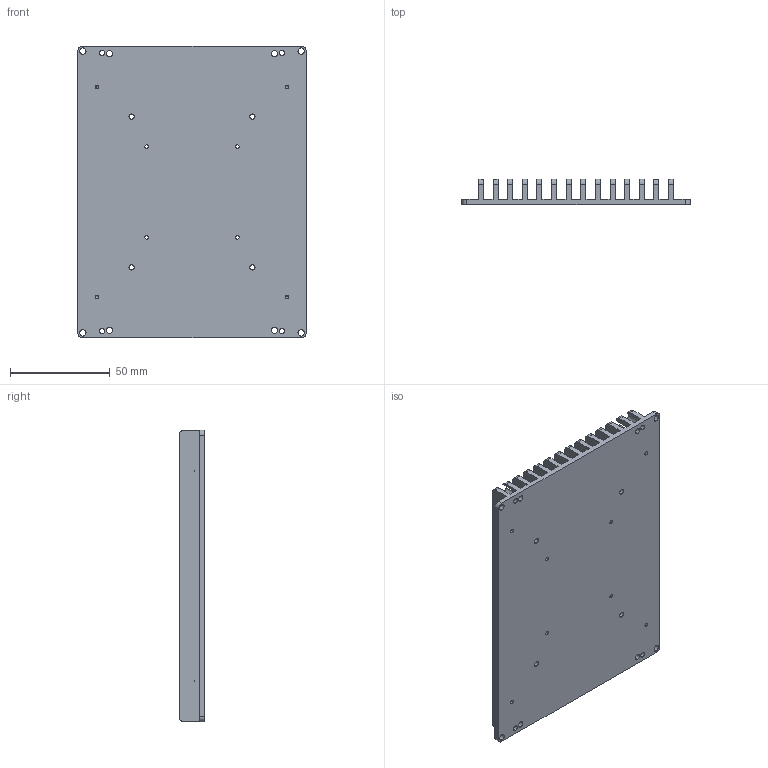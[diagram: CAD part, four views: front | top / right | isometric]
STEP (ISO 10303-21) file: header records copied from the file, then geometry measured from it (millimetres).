
FILE_DESCRIPTION (( 'STEP AP214' ), '1' );
FILE_NAME ('OT-EAD-FM, DF.STEP', '2025-10-21T00:05:34', ( '' ), ( '' ), 'SwSTEP 2.0', 'SolidWorks 2021', '' );
FILE_SCHEMA (( 'AUTOMOTIVE_DESIGN' ));
Length unit declared in the file: inch
Products named in the file (1): OT-EAD-FM, DF
Bounding box: 114.3 x 12.7 x 146.05 mm (x, y, z)
Volume: 93983.1 mm3; surface area: 77136.2 mm2
Topology: 1 solids, 1 shells, 188 faces, 544 edges, 356 vertices
Faces by surface type: cylinder 100, plane 80, cone 8
Entity records: 6566 total; most frequent: CARTESIAN_POINT 1153, DIRECTION 1102, ORIENTED_EDGE 1072, EDGE_CURVE 536, AXIS2_PLACEMENT_3D 387, VERTEX_POINT 356, LINE 328, VECTOR 328
